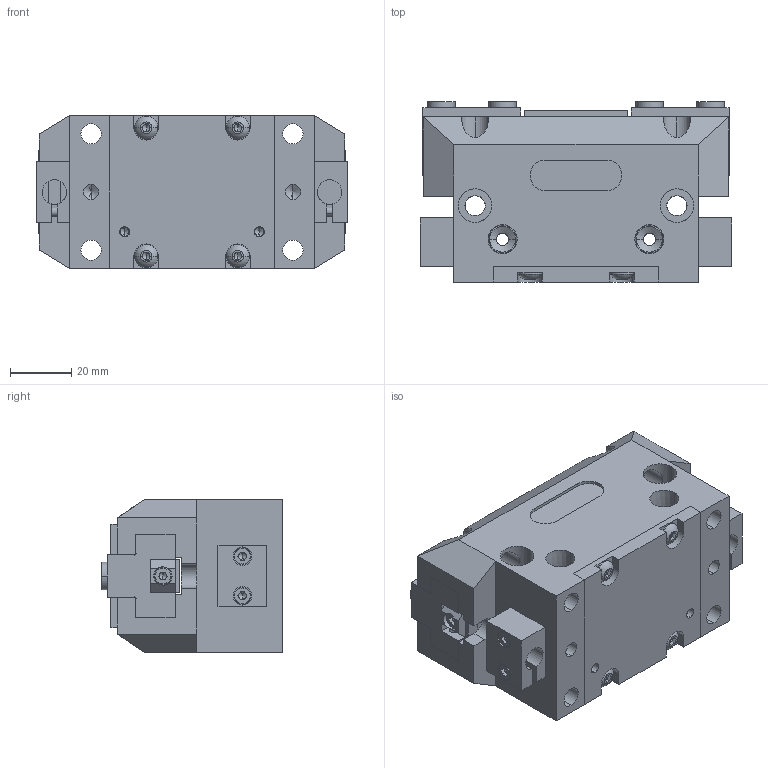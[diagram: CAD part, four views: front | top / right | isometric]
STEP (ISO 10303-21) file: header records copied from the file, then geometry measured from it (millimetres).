
FILE_DESCRIPTION (( 'STEP AP214' ), '1' );
FILE_NAME ('2PG 100.STEP', '2012-02-28T06:11:17', ( 'xw4600' ), ( '' ), 'SwSTEP 2.0', 'SolidWorks 2010', '' );
FILE_SCHEMA (( 'AUTOMOTIVE_DESIGN' ));
Length unit declared in the file: millimetre
Products named in the file (14): 2PG100-08_ル遽; 2PG100-04_ル遽; 2PG100-07_ル遽; 2PG100-06_ル遽; 2PG100-06-1_ル遽; 2PG100-10_ル遽; 2PG100-09_ル遽; SPRING(2PG100)_Default; socket head cap screw_ISO 4762 M3 x 25 --- 18N; socket head cap screw_ISO 4762 M3 x 16 --- 16N; socket button head screw_ISO 7380 - M4 x 10 --- 10N; countersunk head screw_ISO 10642 - M3 x 8 --- 8N; 2PG 100; 2PG100-01_ル遽
Assembly tree (29 placements, depth 2):
  2PG 100
    2PG100-06-1_ル遽
    socket button head screw_ISO 7380 - M4 x 10 --- 10N  x4
    SPRING(2PG100)_Default  x2
    2PG100-06_ル遽
    countersunk head screw_ISO 10642 - M3 x 8 --- 8N  x4
    2PG100-07_ル遽
    2PG100-08_ル遽
    2PG100-09_ル遽  x2
    2PG100-01_ル遽
    2PG100-04_ル遽  x2
    socket head cap screw_ISO 4762 M3 x 16 --- 16N  x4
    2PG100-10_ル遽  x4
    socket head cap screw_ISO 4762 M3 x 25 --- 18N  x2
Bounding box: 102 x 59 x 50 mm (x, y, z)
Volume: 184533.1 mm3; surface area: 76579.8 mm2
Topology: 29 solids, 29 shells, 930 faces, 2247 edges, 1356 vertices
Faces by surface type: plane 436, cylinder 292, cone 150, torus 40, sphere 8, bspline 4
Entity records: 21115 total; most frequent: CARTESIAN_POINT 6350, DIRECTION 2977, ORIENTED_EDGE 2722, EDGE_CURVE 1361, AXIS2_PLACEMENT_3D 1091, VERTEX_POINT 860, VECTOR 795, LINE 795
